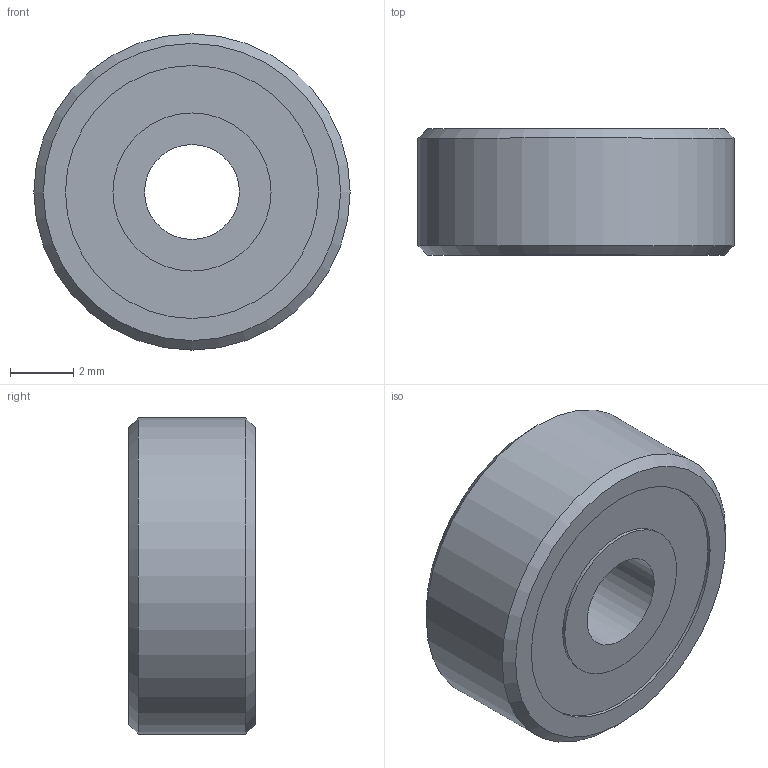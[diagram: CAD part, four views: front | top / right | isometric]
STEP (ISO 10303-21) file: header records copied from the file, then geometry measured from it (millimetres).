
FILE_DESCRIPTION(('FreeCAD Model'),'2;1');
FILE_NAME('623zz.step','2014-08-03T17:33:32',( 'FreeCAD'),('FreeCAD'),'Open CASCADE STEP processor 6.7','FreeCAD', 'Unknown');
FILE_SCHEMA(('AUTOMOTIVE_DESIGN_CC2 { 1 2 10303 214 -1 1 5 4 }'));
Length unit declared in the file: millimetre
Products named in the file (3): Pad001; Pad002; Chamfer
Bounding box: 10 x 4 x 10 mm (x, y, z)
Volume: 277 mm3; surface area: 613.6 mm2
Topology: 3 solids, 3 shells, 14 faces, 22 edges, 14 vertices
Faces by surface type: cylinder 6, plane 6, cone 2
Full cylindrical faces by diameter (mm): 3 x1, 5 x2, 8 x2, 10 x1
Entity records: 712 total; most frequent: CARTESIAN_POINT 171, DIRECTION 94, ORIENTED_EDGE 44, PCURVE 44, DEFINITIONAL_REPRESENTATION 44, LINE 36, VECTOR 36, AXIS2_PLACEMENT_3D 29
